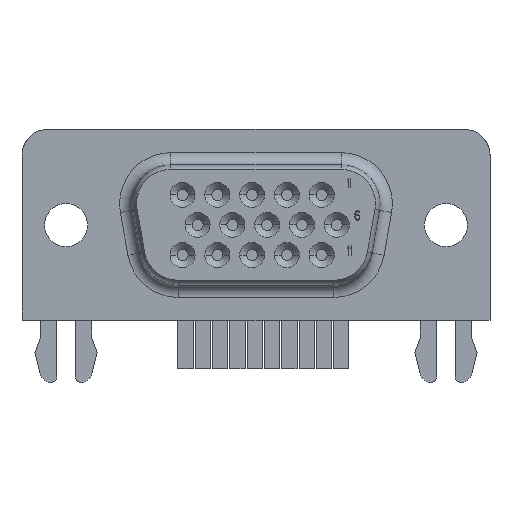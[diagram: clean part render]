
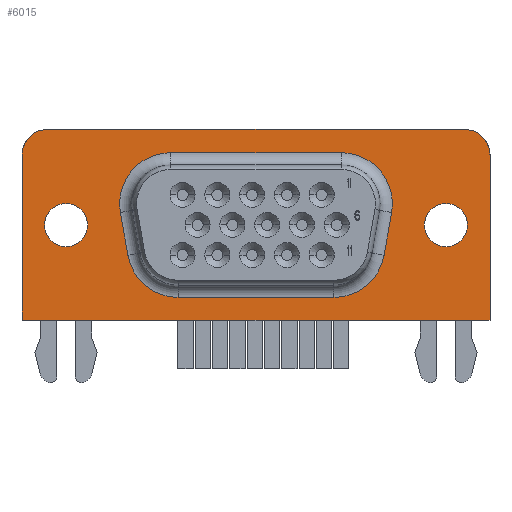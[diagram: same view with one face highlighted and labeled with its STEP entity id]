
A CAD part, top view. The second image highlights one B-rep face of the part: STEP entity #6015.
In plain terms, the highlighted planar face has unit normal (0, 0, 1).
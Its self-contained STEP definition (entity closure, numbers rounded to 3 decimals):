
#611=DIRECTION('',(-0.174,-0.985,0.));
#612=VECTOR('',#611,2.864);
#613=CARTESIAN_POINT('',(8.927,0.828,-6.));
#614=LINE('',#613,#612);
#625=CARTESIAN_POINT('',(5.625,1.41,-6.));
#626=DIRECTION('',(0.,0.,-1.));
#627=DIRECTION('',(0.,1.,0.));
#628=AXIS2_PLACEMENT_3D('',#625,#626,#627);
#639=DIRECTION('',(1.,0.,0.));
#640=VECTOR('',#639,11.25);
#641=CARTESIAN_POINT('',(-5.625,4.763,-6.));
#642=LINE('',#641,#640);
#653=CARTESIAN_POINT('',(-5.625,1.41,-6.));
#654=DIRECTION('',(0.,0.,-1.));
#655=DIRECTION('',(-0.985,-0.174,0.));
#656=AXIS2_PLACEMENT_3D('',#653,#654,#655);
#667=DIRECTION('',(-0.174,0.985,0.));
#668=VECTOR('',#667,2.864);
#669=CARTESIAN_POINT('',(-8.43,-1.992,-6.));
#670=LINE('',#669,#668);
#681=CARTESIAN_POINT('',(-5.128,-1.41,-6.));
#682=DIRECTION('',(0.,0.,-1.));
#683=DIRECTION('',(0.,-1.,0.));
#684=AXIS2_PLACEMENT_3D('',#681,#682,#683);
#695=DIRECTION('',(-1.,0.,0.));
#696=VECTOR('',#695,10.256);
#697=CARTESIAN_POINT('',(5.128,-4.763,-6.));
#698=LINE('',#697,#696);
#709=CARTESIAN_POINT('',(5.128,-1.41,-6.));
#710=DIRECTION('',(0.,0.,-1.));
#711=DIRECTION('',(0.985,-0.174,0.));
#712=AXIS2_PLACEMENT_3D('',#709,#710,#711);
#714=DIRECTION('',(1.,0.,0.));
#715=VECTOR('',#714,27.4);
#716=CARTESIAN_POINT('',(-13.7,6.3,-6.));
#717=LINE('',#716,#715);
#718=CARTESIAN_POINT('',(12.5,0.,-6.));
#719=DIRECTION('',(0.,0.,1.));
#720=DIRECTION('',(1.,0.,0.));
#721=AXIS2_PLACEMENT_3D('',#718,#719,#720);
#723=CARTESIAN_POINT('',(12.5,0.,-6.));
#724=DIRECTION('',(0.,0.,1.));
#725=DIRECTION('',(-1.,0.,0.));
#726=AXIS2_PLACEMENT_3D('',#723,#724,#725);
#728=CARTESIAN_POINT('',(-12.5,0.,-6.));
#729=DIRECTION('',(0.,0.,1.));
#730=DIRECTION('',(1.,0.,0.));
#731=AXIS2_PLACEMENT_3D('',#728,#729,#730);
#733=CARTESIAN_POINT('',(-12.5,0.,-6.));
#734=DIRECTION('',(0.,0.,1.));
#735=DIRECTION('',(-1.,0.,0.));
#736=AXIS2_PLACEMENT_3D('',#733,#734,#735);
#748=CARTESIAN_POINT('',(13.7,4.6,-6.));
#749=DIRECTION('',(0.,0.,1.));
#750=DIRECTION('',(1.,0.,0.));
#751=AXIS2_PLACEMENT_3D('',#748,#749,#750);
#793=DIRECTION('',(0.,-1.,0.));
#794=VECTOR('',#793,10.85);
#795=CARTESIAN_POINT('',(15.4,4.6,-6.));
#796=LINE('',#795,#794);
#1263=DIRECTION('',(1.,0.,0.));
#1264=VECTOR('',#1263,30.8);
#1265=CARTESIAN_POINT('',(-15.4,-6.25,-6.));
#1266=LINE('',#1265,#1264);
#1711=CARTESIAN_POINT('',(-13.7,4.6,-6.));
#1712=DIRECTION('',(0.,0.,1.));
#1713=DIRECTION('',(0.,1.,0.));
#1714=AXIS2_PLACEMENT_3D('',#1711,#1712,#1713);
#1728=DIRECTION('',(0.,-1.,0.));
#1729=VECTOR('',#1728,10.85);
#1730=CARTESIAN_POINT('',(-15.4,4.6,-6.));
#1731=LINE('',#1730,#1729);
#4084=CARTESIAN_POINT('',(-15.4,-6.25,-6.));
#4086=VERTEX_POINT('',#4084);
#4094=CARTESIAN_POINT('',(15.4,-6.25,-6.));
#4096=VERTEX_POINT('',#4094);
#4116=CARTESIAN_POINT('',(15.4,4.6,-6.));
#4117=CARTESIAN_POINT('',(13.7,6.3,-6.));
#4118=VERTEX_POINT('',#4116);
#4119=VERTEX_POINT('',#4117);
#4122=CARTESIAN_POINT('',(-13.7,6.3,-6.));
#4124=VERTEX_POINT('',#4122);
#4126=CARTESIAN_POINT('',(-15.4,4.6,-6.));
#4127=VERTEX_POINT('',#4126);
#4128=CARTESIAN_POINT('',(13.92,0.,-6.));
#4129=CARTESIAN_POINT('',(11.08,0.,-6.));
#4130=VERTEX_POINT('',#4128);
#4131=VERTEX_POINT('',#4129);
#4132=CARTESIAN_POINT('',(-11.08,0.,-6.));
#4133=CARTESIAN_POINT('',(-13.92,0.,-6.));
#4134=VERTEX_POINT('',#4132);
#4135=VERTEX_POINT('',#4133);
#4140=CARTESIAN_POINT('',(-5.625,4.763,-6.));
#4141=CARTESIAN_POINT('',(5.625,4.763,-6.));
#4142=VERTEX_POINT('',#4140);
#4143=VERTEX_POINT('',#4141);
#4146=CARTESIAN_POINT('',(-8.927,0.828,-6.));
#4147=VERTEX_POINT('',#4146);
#4150=CARTESIAN_POINT('',(-8.43,-1.992,-6.));
#4151=VERTEX_POINT('',#4150);
#4154=CARTESIAN_POINT('',(-5.128,-4.763,-6.));
#4155=VERTEX_POINT('',#4154);
#4158=CARTESIAN_POINT('',(5.128,-4.763,-6.));
#4159=VERTEX_POINT('',#4158);
#4162=CARTESIAN_POINT('',(8.43,-1.992,-6.));
#4163=VERTEX_POINT('',#4162);
#4166=CARTESIAN_POINT('',(8.927,0.828,-6.));
#4167=VERTEX_POINT('',#4166);
#5974=CARTESIAN_POINT('',(-15.4,6.3,-6.));
#5975=DIRECTION('',(0.,0.,1.));
#5976=DIRECTION('',(0.,-1.,0.));
#5977=AXIS2_PLACEMENT_3D('',#5974,#5975,#5976);
#5978=PLANE('',#5977);
#5980=ORIENTED_EDGE('',*,*,#5979,.F.);
#5982=ORIENTED_EDGE('',*,*,#5981,.T.);
#5984=ORIENTED_EDGE('',*,*,#5983,.F.);
#5986=ORIENTED_EDGE('',*,*,#5985,.F.);
#5988=ORIENTED_EDGE('',*,*,#5987,.F.);
#5990=ORIENTED_EDGE('',*,*,#5989,.T.);
#5991=EDGE_LOOP('',(#5980,#5982,#5984,#5986,#5988,#5990));
#5992=FACE_OUTER_BOUND('',#5991,.F.);
#5994=ORIENTED_EDGE('',*,*,#5993,.T.);
#5996=ORIENTED_EDGE('',*,*,#5995,.T.);
#5997=EDGE_LOOP('',(#5994,#5996));
#5998=FACE_BOUND('',#5997,.F.);
#6000=ORIENTED_EDGE('',*,*,#5999,.T.);
#6002=ORIENTED_EDGE('',*,*,#6001,.T.);
#6003=EDGE_LOOP('',(#6000,#6002));
#6004=FACE_BOUND('',#6003,.F.);
#6005=ORIENTED_EDGE('',*,*,#5899,.F.);
#6006=ORIENTED_EDGE('',*,*,#5913,.F.);
#6007=ORIENTED_EDGE('',*,*,#5927,.F.);
#6008=ORIENTED_EDGE('',*,*,#5941,.F.);
#6009=ORIENTED_EDGE('',*,*,#5955,.F.);
#6010=ORIENTED_EDGE('',*,*,#5968,.F.);
#6011=ORIENTED_EDGE('',*,*,#5870,.F.);
#6012=ORIENTED_EDGE('',*,*,#5885,.F.);
#6013=EDGE_LOOP('',(#6005,#6006,#6007,#6008,#6009,#6010,#6011,#6012));
#6014=FACE_BOUND('',#6013,.F.);
#629=CIRCLE('',#628,3.353);
#657=CIRCLE('',#656,3.353);
#685=CIRCLE('',#684,3.353);
#713=CIRCLE('',#712,3.353);
#722=CIRCLE('',#721,1.42);
#727=CIRCLE('',#726,1.42);
#732=CIRCLE('',#731,1.42);
#737=CIRCLE('',#736,1.42);
#752=CIRCLE('',#751,1.7);
#1715=CIRCLE('',#1714,1.7);
#5870=EDGE_CURVE('',#4167,#4163,#614,.T.);
#5885=EDGE_CURVE('',#4143,#4167,#629,.T.);
#5899=EDGE_CURVE('',#4142,#4143,#642,.T.);
#5913=EDGE_CURVE('',#4147,#4142,#657,.T.);
#5927=EDGE_CURVE('',#4151,#4147,#670,.T.);
#5941=EDGE_CURVE('',#4155,#4151,#685,.T.);
#5955=EDGE_CURVE('',#4159,#4155,#698,.T.);
#5968=EDGE_CURVE('',#4163,#4159,#713,.T.);
#5979=EDGE_CURVE('',#4118,#4119,#752,.T.);
#5981=EDGE_CURVE('',#4118,#4096,#796,.T.);
#5983=EDGE_CURVE('',#4086,#4096,#1266,.T.);
#5985=EDGE_CURVE('',#4127,#4086,#1731,.T.);
#5987=EDGE_CURVE('',#4124,#4127,#1715,.T.);
#5989=EDGE_CURVE('',#4124,#4119,#717,.T.);
#5993=EDGE_CURVE('',#4130,#4131,#722,.T.);
#5995=EDGE_CURVE('',#4131,#4130,#727,.T.);
#5999=EDGE_CURVE('',#4134,#4135,#732,.T.);
#6001=EDGE_CURVE('',#4135,#4134,#737,.T.);
#6015=ADVANCED_FACE('',(#5992,#5998,#6004,#6014),#5978,.T.);
